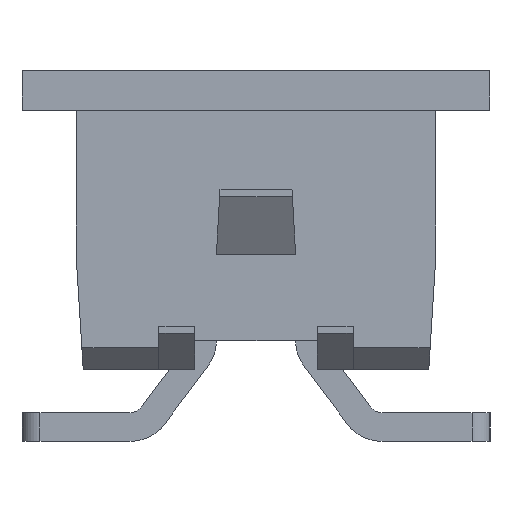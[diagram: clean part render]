
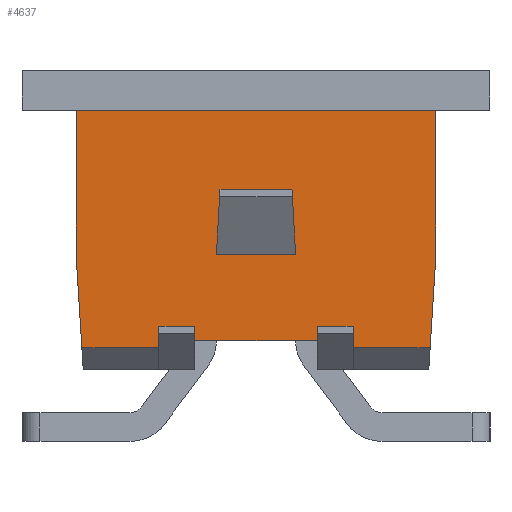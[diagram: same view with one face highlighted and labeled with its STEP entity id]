
A CAD part, left-side view. The second image highlights one B-rep face of the part: STEP entity #4637.
In plain terms, the highlighted planar face has unit normal (-1, 0, 0).
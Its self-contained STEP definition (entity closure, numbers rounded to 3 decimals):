
#303=ORIENTED_EDGE('',*,*,#1615,.T.);
#304=ORIENTED_EDGE('',*,*,#1595,.T.);
#305=ORIENTED_EDGE('',*,*,#1616,.F.);
#306=ORIENTED_EDGE('',*,*,#1603,.F.);
#307=ORIENTED_EDGE('',*,*,#1617,.T.);
#308=ORIENTED_EDGE('',*,*,#1618,.T.);
#309=ORIENTED_EDGE('',*,*,#1619,.F.);
#310=ORIENTED_EDGE('',*,*,#1620,.T.);
#311=ORIENTED_EDGE('',*,*,#1621,.F.);
#312=ORIENTED_EDGE('',*,*,#1622,.F.);
#313=ORIENTED_EDGE('',*,*,#1623,.T.);
#314=ORIENTED_EDGE('',*,*,#1624,.T.);
#315=ORIENTED_EDGE('',*,*,#1625,.F.);
#316=ORIENTED_EDGE('',*,*,#1626,.F.);
#317=ORIENTED_EDGE('',*,*,#1627,.F.);
#318=ORIENTED_EDGE('',*,*,#1628,.T.);
#319=ORIENTED_EDGE('',*,*,#1629,.T.);
#320=ORIENTED_EDGE('',*,*,#1630,.T.);
#1595=EDGE_CURVE('',#2243,#2244,#2707,.T.);
#1603=EDGE_CURVE('',#2249,#2250,#2715,.T.);
#1615=EDGE_CURVE('',#2249,#2243,#2727,.T.);
#1616=EDGE_CURVE('',#2250,#2244,#2728,.T.);
#1617=EDGE_CURVE('',#2259,#2260,#2729,.T.);
#1618=EDGE_CURVE('',#2260,#2261,#2730,.T.);
#1619=EDGE_CURVE('',#2262,#2261,#2731,.T.);
#1620=EDGE_CURVE('',#2262,#2263,#2732,.T.);
#1621=EDGE_CURVE('',#2264,#2263,#2733,.T.);
#1622=EDGE_CURVE('',#2265,#2264,#2734,.T.);
#1623=EDGE_CURVE('',#2265,#2266,#2735,.T.);
#1624=EDGE_CURVE('',#2266,#2267,#2736,.T.);
#1625=EDGE_CURVE('',#2268,#2267,#2737,.T.);
#1626=EDGE_CURVE('',#2269,#2268,#2738,.T.);
#1627=EDGE_CURVE('',#2270,#2269,#2739,.T.);
#1628=EDGE_CURVE('',#2270,#2271,#2740,.T.);
#1629=EDGE_CURVE('',#2271,#2272,#2741,.T.);
#1630=EDGE_CURVE('',#2272,#2259,#2742,.T.);
#2243=VERTEX_POINT('',#6629);
#2244=VERTEX_POINT('',#6630);
#2249=VERTEX_POINT('',#6644);
#2250=VERTEX_POINT('',#6646);
#2259=VERTEX_POINT('',#6673);
#2260=VERTEX_POINT('',#6674);
#2261=VERTEX_POINT('',#6676);
#2262=VERTEX_POINT('',#6678);
#2263=VERTEX_POINT('',#6680);
#2264=VERTEX_POINT('',#6682);
#2265=VERTEX_POINT('',#6684);
#2266=VERTEX_POINT('',#6686);
#2267=VERTEX_POINT('',#6688);
#2268=VERTEX_POINT('',#6690);
#2269=VERTEX_POINT('',#6692);
#2270=VERTEX_POINT('',#6694);
#2271=VERTEX_POINT('',#6696);
#2272=VERTEX_POINT('',#6698);
#2707=LINE('',#6628,#3349);
#2715=LINE('',#6645,#3357);
#2727=LINE('',#6670,#3369);
#2728=LINE('',#6671,#3370);
#2729=LINE('',#6672,#3371);
#2730=LINE('',#6675,#3372);
#2731=LINE('',#6677,#3373);
#2732=LINE('',#6679,#3374);
#2733=LINE('',#6681,#3375);
#2734=LINE('',#6683,#3376);
#2735=LINE('',#6685,#3377);
#2736=LINE('',#6687,#3378);
#2737=LINE('',#6689,#3379);
#2738=LINE('',#6691,#3380);
#2739=LINE('',#6693,#3381);
#2740=LINE('',#6695,#3382);
#2741=LINE('',#6697,#3383);
#2742=LINE('',#6699,#3384);
#3349=VECTOR('',#5360,1000.);
#3357=VECTOR('',#5372,1000.);
#3369=VECTOR('',#5392,1000.);
#3370=VECTOR('',#5393,1000.);
#3371=VECTOR('',#5394,1000.);
#3372=VECTOR('',#5395,1000.);
#3373=VECTOR('',#5396,1000.);
#3374=VECTOR('',#5397,1000.);
#3375=VECTOR('',#5398,1000.);
#3376=VECTOR('',#5399,1000.);
#3377=VECTOR('',#5400,1000.);
#3378=VECTOR('',#5401,1000.);
#3379=VECTOR('',#5402,1000.);
#3380=VECTOR('',#5403,1000.);
#3381=VECTOR('',#5404,1000.);
#3382=VECTOR('',#5405,1000.);
#3383=VECTOR('',#5406,1000.);
#3384=VECTOR('',#5407,1000.);
#3897=EDGE_LOOP('',(#303,#304,#305,#306));
#3898=EDGE_LOOP('',(#307,#308,#309,#310,#311,#312,#313,#314,#315,#316,#317,
#318,#319,#320));
#4157=FACE_BOUND('',#3897,.T.);
#4158=FACE_BOUND('',#3898,.T.);
#4417=PLANE('',#4909);
#4637=ADVANCED_FACE('',(#4157,#4158),#4417,.F.);
#4909=AXIS2_PLACEMENT_3D('',#6669,#5390,#5391);
#5360=DIRECTION('',(0.,1.,0.));
#5372=DIRECTION('',(0.,1.,0.));
#5390=DIRECTION('',(1.,0.,0.));
#5391=DIRECTION('',(0.,0.,-1.));
#5392=DIRECTION('',(0.,-0.055,-0.998));
#5393=DIRECTION('',(0.,0.055,-0.998));
#5394=DIRECTION('',(0.,0.,1.));
#5395=DIRECTION('',(0.,-1.,0.));
#5396=DIRECTION('',(0.,0.,1.));
#5397=DIRECTION('',(0.,-1.,0.));
#5398=DIRECTION('',(0.,0.,-1.));
#5399=DIRECTION('',(0.,1.,0.));
#5400=DIRECTION('',(0.,0.,-1.));
#5401=DIRECTION('',(0.,-1.,0.));
#5402=DIRECTION('',(0.,0.062,-0.998));
#5403=DIRECTION('',(0.,0.,-1.));
#5404=DIRECTION('',(0.,-1.,0.));
#5405=DIRECTION('',(0.,0.,-1.));
#5406=DIRECTION('',(0.,-0.062,-0.998));
#5407=DIRECTION('',(0.,-1.,0.));
#6628=CARTESIAN_POINT('',(-8.635,-0.55,1.6));
#6629=CARTESIAN_POINT('',(-8.635,-0.55,1.6));
#6630=CARTESIAN_POINT('',(-8.635,0.55,1.6));
#6644=CARTESIAN_POINT('',(-8.635,-0.5,2.5));
#6645=CARTESIAN_POINT('',(-8.635,-0.55,2.5));
#6646=CARTESIAN_POINT('',(-8.635,0.5,2.5));
#6669=CARTESIAN_POINT('',(-8.635,2.5,3.6));
#6670=CARTESIAN_POINT('',(-8.635,-0.5,2.5));
#6671=CARTESIAN_POINT('',(-8.635,0.5,2.5));
#6672=CARTESIAN_POINT('',(-8.635,1.35,0.3));
#6673=CARTESIAN_POINT('',(-8.635,1.35,0.3));
#6674=CARTESIAN_POINT('',(-8.635,1.35,0.6));
#6675=CARTESIAN_POINT('',(-8.635,1.35,0.6));
#6676=CARTESIAN_POINT('',(-8.635,0.85,0.6));
#6677=CARTESIAN_POINT('',(-8.635,0.85,0.3));
#6678=CARTESIAN_POINT('',(-8.635,0.85,0.4));
#6679=CARTESIAN_POINT('',(-8.635,2.5,0.4));
#6680=CARTESIAN_POINT('',(-8.635,-0.85,0.4));
#6681=CARTESIAN_POINT('',(-8.635,-0.85,0.6));
#6682=CARTESIAN_POINT('',(-8.635,-0.85,0.6));
#6683=CARTESIAN_POINT('',(-8.635,-1.35,0.6));
#6684=CARTESIAN_POINT('',(-8.635,-1.35,0.6));
#6685=CARTESIAN_POINT('',(-8.635,-1.35,0.6));
#6686=CARTESIAN_POINT('',(-8.635,-1.35,0.3));
#6687=CARTESIAN_POINT('',(-8.635,2.5,0.3));
#6688=CARTESIAN_POINT('',(-8.635,-2.419,0.3));
#6689=CARTESIAN_POINT('',(-8.635,-2.605,3.281));
#6690=CARTESIAN_POINT('',(-8.635,-2.5,1.6));
#6691=CARTESIAN_POINT('',(-8.635,-2.5,3.6));
#6692=CARTESIAN_POINT('',(-8.635,-2.5,3.6));
#6693=CARTESIAN_POINT('',(-8.635,2.5,3.6));
#6694=CARTESIAN_POINT('',(-8.635,2.5,3.6));
#6695=CARTESIAN_POINT('',(-8.635,2.5,3.6));
#6696=CARTESIAN_POINT('',(-8.635,2.5,1.6));
#6697=CARTESIAN_POINT('',(-8.635,2.625,3.592));
#6698=CARTESIAN_POINT('',(-8.635,2.419,0.3));
#6699=CARTESIAN_POINT('',(-8.635,2.5,0.3));
